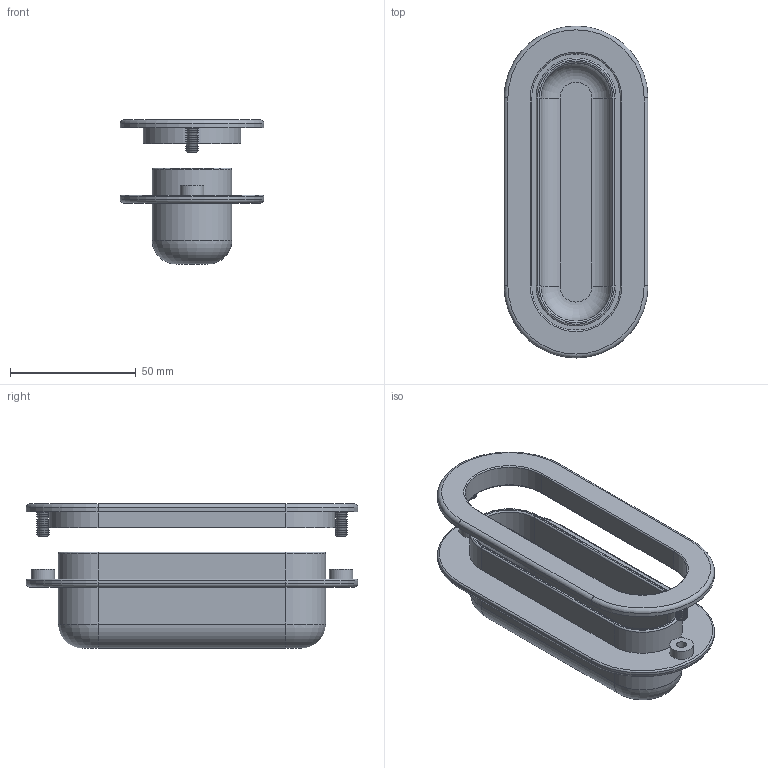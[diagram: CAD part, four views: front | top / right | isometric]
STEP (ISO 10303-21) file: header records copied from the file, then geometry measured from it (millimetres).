
FILE_DESCRIPTION(('', 'CAx-IF Rec.Pracs.---Representation and Presentation of Product Manufacturing Information (PMI)---4.0---2014-10-13'),'2;1');
FILE_NAME('SGN2PTC.STP', '2021-05-11T14:57:41',(''), (''), 'Kubotek Kosmos Version 3.0.7268.7268', 'KeyCreator Pro', '');
FILE_SCHEMA(('AP242_MANAGED_MODEL_BASED_3D_ENGINEERING_MIM_LF { 1 0 10303 442 1 1 4 }'));
Length unit declared in the file: inch
Bounding box: 57.15 x 131.77 x 57.18 mm (x, y, z)
Volume: 46100.5 mm3; surface area: 41838 mm2
Topology: 2 solids, 2 shells, 126 faces, 240 edges, 148 vertices
Faces by surface type: plane 48, cylinder 38, cone 22, torus 18
Full cylindrical faces by diameter (mm): 3.81 x4, 9.271 x2
Entity records: 3237 total; most frequent: DIRECTION 632, CARTESIAN_POINT 515, ORIENTED_EDGE 480, AXIS2_PLACEMENT_3D 265, EDGE_CURVE 240, EDGE_LOOP 162, VERTEX_POINT 148, CIRCLE 138
